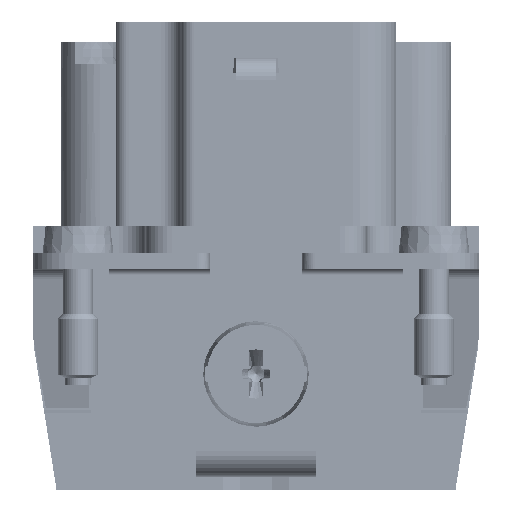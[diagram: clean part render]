
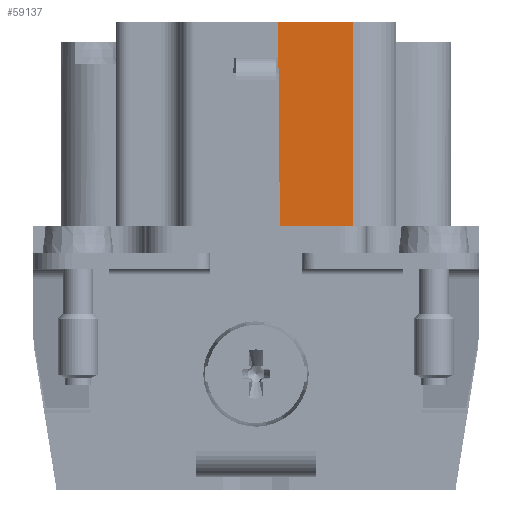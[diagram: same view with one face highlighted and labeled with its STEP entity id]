
A CAD part, front view. The second image highlights one B-rep face of the part: STEP entity #59137.
In plain terms, the highlighted planar face has unit normal (0, -1, 0).
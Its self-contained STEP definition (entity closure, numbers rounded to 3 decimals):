
#22307=AXIS2_PLACEMENT_3D('Plane Axis2P3D',#22304,#22305,#22306) ;
#16769=CARTESIAN_POINT('Vertex',(18.626,9.6,35.5)) ;
#16794=CARTESIAN_POINT('Vertex',(18.762,9.6,20.)) ;
#16797=CARTESIAN_POINT('Line Origine',(18.701,9.6,27.)) ;
#22304=CARTESIAN_POINT('Axis2P3D Location',(12.95,9.6,20.)) ;
#57926=CARTESIAN_POINT('Line Origine',(24.3,9.6,27.75)) ;
#57930=CARTESIAN_POINT('Vertex',(24.3,9.6,20.)) ;
#57932=CARTESIAN_POINT('Vertex',(24.3,9.6,35.5)) ;
#59080=CARTESIAN_POINT('Line Origine',(19.788,9.6,35.5)) ;
#59084=CARTESIAN_POINT('Vertex',(20.95,9.6,35.5)) ;
#59087=CARTESIAN_POINT('Line Origine',(22.625,9.6,35.5)) ;
#59117=CARTESIAN_POINT('Line Origine',(19.856,9.6,20.)) ;
#59121=CARTESIAN_POINT('Vertex',(20.95,9.6,20.)) ;
#59124=CARTESIAN_POINT('Line Origine',(22.625,9.6,20.)) ;
#16798=DIRECTION('Vector Direction',(-0.009,0.,1.)) ;
#22305=DIRECTION('Axis2P3D Direction',(0.,1.,0.)) ;
#22306=DIRECTION('Axis2P3D XDirection',(-1.,0.,0.)) ;
#57927=DIRECTION('Vector Direction',(0.,0.,1.)) ;
#59081=DIRECTION('Vector Direction',(-1.,0.,0.)) ;
#59088=DIRECTION('Vector Direction',(1.,0.,0.)) ;
#59118=DIRECTION('Vector Direction',(-1.,0.,0.)) ;
#59125=DIRECTION('Vector Direction',(1.,0.,0.)) ;
#16799=VECTOR('Line Direction',#16798,1.) ;
#57928=VECTOR('Line Direction',#57927,1.) ;
#59082=VECTOR('Line Direction',#59081,1.) ;
#59089=VECTOR('Line Direction',#59088,1.) ;
#59119=VECTOR('Line Direction',#59118,1.) ;
#59126=VECTOR('Line Direction',#59125,1.) ;
#59130=ORIENTED_EDGE('',*,*,#59091,.F.) ;
#59131=ORIENTED_EDGE('',*,*,#59086,.T.) ;
#59132=ORIENTED_EDGE('',*,*,#16801,.T.) ;
#59133=ORIENTED_EDGE('',*,*,#59123,.F.) ;
#59134=ORIENTED_EDGE('',*,*,#59128,.T.) ;
#59135=ORIENTED_EDGE('',*,*,#57934,.T.) ;
#59137=ADVANCED_FACE('Hauptk\X2\00F6\X0\rper',(#59136),#22308,.F.) ;
#16801=EDGE_CURVE('',#16770,#16795,#16800,.F.) ;
#57934=EDGE_CURVE('',#57931,#57933,#57929,.T.) ;
#59086=EDGE_CURVE('',#59085,#16770,#59083,.T.) ;
#59091=EDGE_CURVE('',#59085,#57933,#59090,.T.) ;
#59123=EDGE_CURVE('',#59122,#16795,#59120,.T.) ;
#59128=EDGE_CURVE('',#59122,#57931,#59127,.T.) ;
#59129=EDGE_LOOP('',(#59130,#59131,#59132,#59133,#59134,#59135)) ;
#59136=FACE_OUTER_BOUND('',#59129,.T.) ;
#16800=LINE('Line',#16797,#16799) ;
#57929=LINE('Line',#57926,#57928) ;
#59083=LINE('Line',#59080,#59082) ;
#59090=LINE('Line',#59087,#59089) ;
#59120=LINE('Line',#59117,#59119) ;
#59127=LINE('Line',#59124,#59126) ;
#22308=PLANE('',#22307) ;
#16770=VERTEX_POINT('',#16769) ;
#16795=VERTEX_POINT('',#16794) ;
#57931=VERTEX_POINT('',#57930) ;
#57933=VERTEX_POINT('',#57932) ;
#59085=VERTEX_POINT('',#59084) ;
#59122=VERTEX_POINT('',#59121) ;
